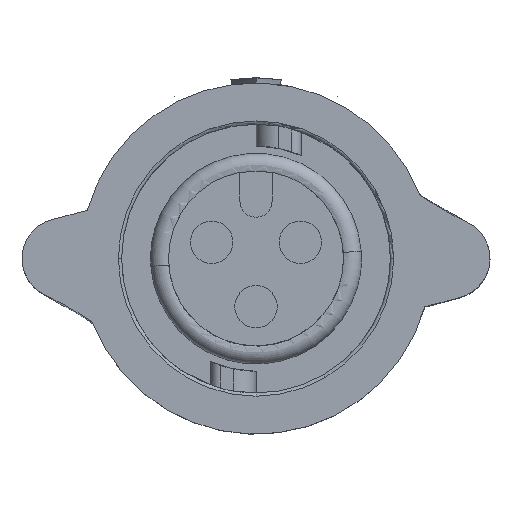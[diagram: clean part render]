
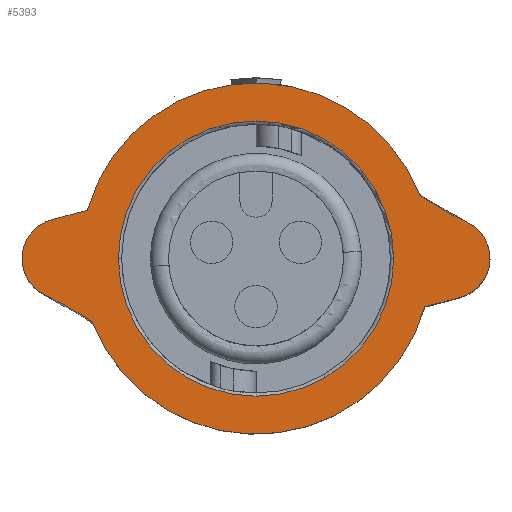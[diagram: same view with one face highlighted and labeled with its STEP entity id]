
A CAD part, top view. The second image highlights one B-rep face of the part: STEP entity #5393.
In plain terms, the highlighted planar face has unit normal (0, 0, 1).
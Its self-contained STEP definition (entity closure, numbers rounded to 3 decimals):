
#13 = ORIENTED_EDGE ( 'NONE', *, *, #16104, .T. ) ;
#60 = DIRECTION ( 'NONE',  ( 1., 0., 0. ) ) ;
#173 = ORIENTED_EDGE ( 'NONE', *, *, #2310, .T. ) ;
#1328 = DIRECTION ( 'NONE',  ( 1., 0., 0. ) ) ;
#1404 = AXIS2_PLACEMENT_3D ( 'NONE', #17785, #16144, #9525 ) ;
#1718 = AXIS2_PLACEMENT_3D ( 'NONE', #20110, #5021, #5462 ) ;
#1720 = CARTESIAN_POINT ( 'NONE',  ( 5.436, 0., 18.72 ) ) ;
#1740 = DIRECTION ( 'NONE',  ( -1., 0., 0. ) ) ;
#2286 = CARTESIAN_POINT ( 'NONE',  ( 0., 0., 18.72 ) ) ;
#2310 = EDGE_CURVE ( 'NONE', #4644, #16811, #18862, .T. ) ;
#2535 = EDGE_LOOP ( 'NONE', ( #12650, #15682, #13342, #11601, #11394, #17219, #14384, #18334, #13 ) ) ;
#2644 = AXIS2_PLACEMENT_3D ( 'NONE', #18503, #3405, #1740 ) ;
#2689 = CARTESIAN_POINT ( 'NONE',  ( -6.666, 1.908, 18.72 ) ) ;
#2953 = CARTESIAN_POINT ( 'NONE',  ( 8.065, -1.533, 18.72 ) ) ;
#3405 = DIRECTION ( 'NONE',  ( 0., 0., -1. ) ) ;
#3453 = CARTESIAN_POINT ( 'NONE',  ( -5.436, 0., 18.72 ) ) ;
#3457 = VERTEX_POINT ( 'NONE', #7957 ) ;
#3494 = CARTESIAN_POINT ( 'NONE',  ( -6.462, -2.516, 18.72 ) ) ;
#3751 = PLANE ( 'NONE',  #9409 ) ;
#3844 = VECTOR ( 'NONE', #16407, 1000. ) ;
#3863 = EDGE_CURVE ( 'NONE', #16811, #4644, #17478, .T. ) ;
#3878 = CIRCLE ( 'NONE', #1404, 6.934 ) ;
#4232 = VERTEX_POINT ( 'NONE', #12857 ) ;
#4241 = AXIS2_PLACEMENT_3D ( 'NONE', #14105, #16986, #9039 ) ;
#4644 = VERTEX_POINT ( 'NONE', #3453 ) ;
#4769 = CIRCLE ( 'NONE', #6520, 6.934 ) ;
#4888 = AXIS2_PLACEMENT_3D ( 'NONE', #6653, #5345, #5123 ) ;
#5021 = DIRECTION ( 'NONE',  ( 0., 0., 1. ) ) ;
#5123 = DIRECTION ( 'NONE',  ( -1., 0., 0. ) ) ;
#5345 = DIRECTION ( 'NONE',  ( 0., 0., 1. ) ) ;
#5393 = ADVANCED_FACE ( 'NONE', ( #8828, #15558 ), #3751, .F. ) ;
#5462 = DIRECTION ( 'NONE',  ( -1., 0., 0. ) ) ;
#5837 = CARTESIAN_POINT ( 'NONE',  ( 0., -6.934, 18.72 ) ) ;
#5889 = DIRECTION ( 'NONE',  ( -1., 0., 0. ) ) ;
#6520 = AXIS2_PLACEMENT_3D ( 'NONE', #10776, #19268, #7917 ) ;
#6653 = CARTESIAN_POINT ( 'NONE',  ( -7.654, 0., 18.72 ) ) ;
#7564 = EDGE_CURVE ( 'NONE', #10076, #4232, #21636, .T. ) ;
#7651 = VECTOR ( 'NONE', #13455, 1000. ) ;
#7903 = EDGE_CURVE ( 'NONE', #4232, #16360, #4769, .T. ) ;
#7917 = DIRECTION ( 'NONE',  ( -1., 0., 0. ) ) ;
#7957 = CARTESIAN_POINT ( 'NONE',  ( 6.666, -1.908, 18.72 ) ) ;
#8177 = CARTESIAN_POINT ( 'NONE',  ( 0., 0., 18.72 ) ) ;
#8201 = VERTEX_POINT ( 'NONE', #10300 ) ;
#8789 = AXIS2_PLACEMENT_3D ( 'NONE', #20986, #9311, #5889 ) ;
#8802 = CIRCLE ( 'NONE', #4241, 14.478 ) ;
#8828 = FACE_BOUND ( 'NONE', #17128, .T. ) ;
#9039 = DIRECTION ( 'NONE',  ( -1., 0., 0. ) ) ;
#9311 = DIRECTION ( 'NONE',  ( 0., 0., 1. ) ) ;
#9396 = ORIENTED_EDGE ( 'NONE', *, *, #3863, .T. ) ;
#9409 = AXIS2_PLACEMENT_3D ( 'NONE', #5837, #12566, #13887 ) ;
#9525 = DIRECTION ( 'NONE',  ( -1., 0., 0. ) ) ;
#9651 = EDGE_CURVE ( 'NONE', #21556, #8201, #13672, .T. ) ;
#9970 = CARTESIAN_POINT ( 'NONE',  ( 8.065, -1.533, 18.72 ) ) ;
#10076 = VERTEX_POINT ( 'NONE', #19541 ) ;
#10300 = CARTESIAN_POINT ( 'NONE',  ( -9.242, 0., 18.72 ) ) ;
#10776 = CARTESIAN_POINT ( 'NONE',  ( 0., 0., 18.72 ) ) ;
#11229 = CARTESIAN_POINT ( 'NONE',  ( -8.065, 1.533, 18.72 ) ) ;
#11394 = ORIENTED_EDGE ( 'NONE', *, *, #18129, .T. ) ;
#11429 = LINE ( 'NONE', #2953, #3844 ) ;
#11512 = EDGE_CURVE ( 'NONE', #16360, #21556, #13782, .T. ) ;
#11601 = ORIENTED_EDGE ( 'NONE', *, *, #9651, .T. ) ;
#12181 = AXIS2_PLACEMENT_3D ( 'NONE', #8177, #18416, #1328 ) ;
#12566 = DIRECTION ( 'NONE',  ( 0., 0., -1. ) ) ;
#12650 = ORIENTED_EDGE ( 'NONE', *, *, #7564, .T. ) ;
#12656 = CIRCLE ( 'NONE', #8789, 1.587 ) ;
#12857 = CARTESIAN_POINT ( 'NONE',  ( 6.462, 2.516, 18.72 ) ) ;
#12895 = AXIS2_PLACEMENT_3D ( 'NONE', #2286, #20578, #60 ) ;
#13342 = ORIENTED_EDGE ( 'NONE', *, *, #11512, .T. ) ;
#13455 = DIRECTION ( 'NONE',  ( -0.966, -0.259, 0. ) ) ;
#13672 = CIRCLE ( 'NONE', #4888, 1.587 ) ;
#13782 = LINE ( 'NONE', #15449, #7651 ) ;
#13887 = DIRECTION ( 'NONE',  ( -1., 0., 0. ) ) ;
#14105 = CARTESIAN_POINT ( 'NONE',  ( -14.618, -14.478, 18.72 ) ) ;
#14384 = ORIENTED_EDGE ( 'NONE', *, *, #18938, .T. ) ;
#15376 = VERTEX_POINT ( 'NONE', #3494 ) ;
#15449 = CARTESIAN_POINT ( 'NONE',  ( -8.065, 1.533, 18.72 ) ) ;
#15558 = FACE_OUTER_BOUND ( 'NONE', #2535, .T. ) ;
#15629 = CARTESIAN_POINT ( 'NONE',  ( -8.342, -1.431, 18.72 ) ) ;
#15682 = ORIENTED_EDGE ( 'NONE', *, *, #7903, .T. ) ;
#15884 = VERTEX_POINT ( 'NONE', #9970 ) ;
#16104 = EDGE_CURVE ( 'NONE', #15884, #10076, #19327, .T. ) ;
#16144 = DIRECTION ( 'NONE',  ( 0., 0., 1. ) ) ;
#16360 = VERTEX_POINT ( 'NONE', #2689 ) ;
#16407 = DIRECTION ( 'NONE',  ( 0.966, 0.259, 0. ) ) ;
#16811 = VERTEX_POINT ( 'NONE', #1720 ) ;
#16930 = EDGE_CURVE ( 'NONE', #3457, #15884, #11429, .T. ) ;
#16986 = DIRECTION ( 'NONE',  ( 0., 0., -1. ) ) ;
#17128 = EDGE_LOOP ( 'NONE', ( #9396, #173 ) ) ;
#17219 = ORIENTED_EDGE ( 'NONE', *, *, #19813, .T. ) ;
#17234 = VERTEX_POINT ( 'NONE', #15629 ) ;
#17478 = CIRCLE ( 'NONE', #12895, 5.436 ) ;
#17785 = CARTESIAN_POINT ( 'NONE',  ( 0., 0., 18.72 ) ) ;
#18129 = EDGE_CURVE ( 'NONE', #8201, #17234, #12656, .T. ) ;
#18334 = ORIENTED_EDGE ( 'NONE', *, *, #16930, .T. ) ;
#18416 = DIRECTION ( 'NONE',  ( 0., 0., -1. ) ) ;
#18503 = CARTESIAN_POINT ( 'NONE',  ( 14.618, 14.478, 18.72 ) ) ;
#18862 = CIRCLE ( 'NONE', #12181, 5.436 ) ;
#18938 = EDGE_CURVE ( 'NONE', #15376, #3457, #3878, .T. ) ;
#19268 = DIRECTION ( 'NONE',  ( 0., 0., 1. ) ) ;
#19327 = CIRCLE ( 'NONE', #1718, 1.587 ) ;
#19541 = CARTESIAN_POINT ( 'NONE',  ( 8.342, 1.431, 18.72 ) ) ;
#19813 = EDGE_CURVE ( 'NONE', #17234, #15376, #8802, .T. ) ;
#20110 = CARTESIAN_POINT ( 'NONE',  ( 7.654, 0., 18.72 ) ) ;
#20578 = DIRECTION ( 'NONE',  ( 0., 0., -1. ) ) ;
#20986 = CARTESIAN_POINT ( 'NONE',  ( -7.654, 0., 18.72 ) ) ;
#21556 = VERTEX_POINT ( 'NONE', #11229 ) ;
#21636 = CIRCLE ( 'NONE', #2644, 14.478 ) ;
